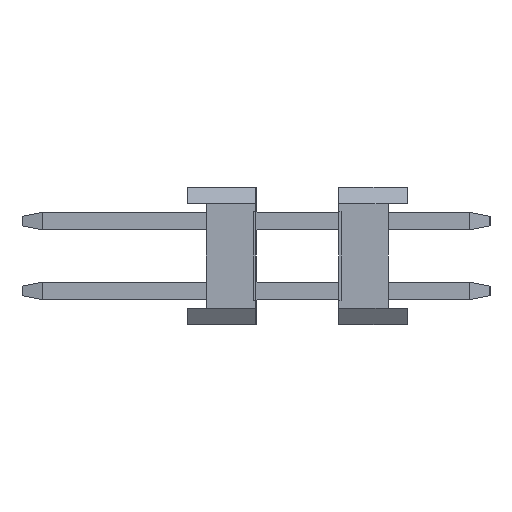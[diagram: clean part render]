
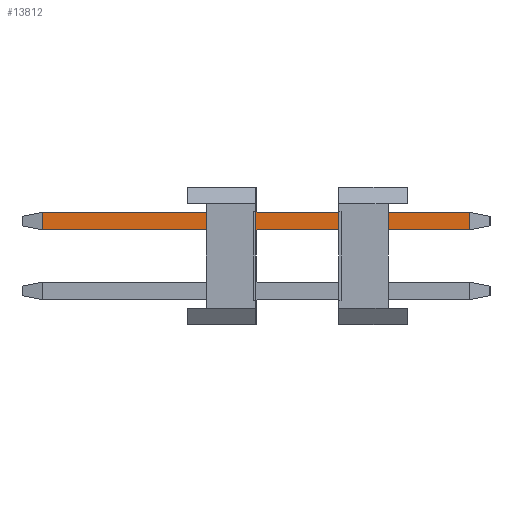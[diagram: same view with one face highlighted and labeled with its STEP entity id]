
A CAD part, left-side view. The second image highlights one B-rep face of the part: STEP entity #13812.
In plain terms, the highlighted planar face has unit normal (-1, 0, 0).
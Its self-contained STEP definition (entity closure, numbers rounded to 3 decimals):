
#13573=CARTESIAN_POINT('',(-0.32,-4.75,0.95));
#13574=VERTEX_POINT('',#13573);
#13604=CARTESIAN_POINT('',(-0.32,10.75,0.95));
#13605=VERTEX_POINT('',#13604);
#13606=CARTESIAN_POINT('',(-0.32,-4.75,0.95));
#13607=DIRECTION('',(0.,1.,0.));
#13608=VECTOR('',#13607,15.5);
#13609=LINE('',#13606,#13608);
#13610=EDGE_CURVE('',#13574,#13605,#13609,.T.);
#13754=CARTESIAN_POINT('',(-0.32,-4.75,1.59));
#13755=VERTEX_POINT('',#13754);
#13780=CARTESIAN_POINT('',(-0.32,-4.75,1.59));
#13781=DIRECTION('',(0.,0.,-1.));
#13782=VECTOR('',#13781,0.64);
#13783=LINE('',#13780,#13782);
#13784=EDGE_CURVE('',#13755,#13574,#13783,.T.);
#13789=CARTESIAN_POINT('',(-0.32,-5.5,0.95));
#13790=DIRECTION('',(0.,0.,1.));
#13791=DIRECTION('',(-1.,0.,0.));
#13792=AXIS2_PLACEMENT_3D('',#13789,#13791,#13790);
#13793=PLANE('',#13792);
#13794=ORIENTED_EDGE('',*,*,#13610,.F.);
#13795=ORIENTED_EDGE('',*,*,#13784,.F.);
#13796=CARTESIAN_POINT('',(-0.32,10.75,1.59));
#13797=VERTEX_POINT('',#13796);
#13798=CARTESIAN_POINT('',(-0.32,-4.75,1.59));
#13799=DIRECTION('',(0.,1.,0.));
#13800=VECTOR('',#13799,15.5);
#13801=LINE('',#13798,#13800);
#13802=EDGE_CURVE('',#13755,#13797,#13801,.T.);
#13803=ORIENTED_EDGE('',*,*,#13802,.T.);
#13804=CARTESIAN_POINT('',(-0.32,10.75,1.59));
#13805=DIRECTION('',(0.,0.,-1.));
#13806=VECTOR('',#13805,0.64);
#13807=LINE('',#13804,#13806);
#13808=EDGE_CURVE('',#13797,#13605,#13807,.T.);
#13809=ORIENTED_EDGE('',*,*,#13808,.T.);
#13810=EDGE_LOOP('',(#13794,#13795,#13803,#13809));
#13811=FACE_OUTER_BOUND('',#13810,.T.);
#13812=ADVANCED_FACE('',(#13811),#13793,.T.);
